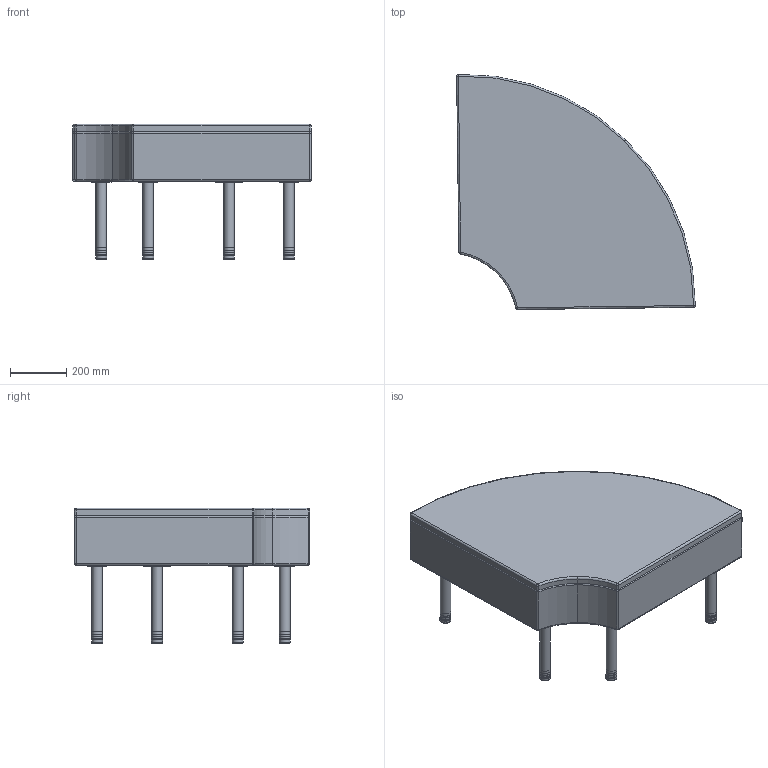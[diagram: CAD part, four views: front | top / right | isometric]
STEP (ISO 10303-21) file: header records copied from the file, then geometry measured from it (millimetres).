
FILE_DESCRIPTION(/* description */ (''),/* implementation_level */ '2;1');
FILE_NAME(/* name */ 'EXT90.stp',/* time_stamp */ '2018-04-27T10:28:40-04:00',/* author */ ('emehringer'),/* organization */ (''),/* preprocessor_version */ 'ST-DEVELOPER v16.13',/* originating_system */ 'Autodesk Inventor 2018',/* authorisation */ '');
FILE_SCHEMA (('AUTOMOTIVE_DESIGN { 1 0 10303 214 3 1 1 }'));
Length unit declared in the file: inch
Products named in the file (21): EXT90; FR ST EX90IC; EX90IC-01 CLIPPED; EX90IC-01; EX10N-1-02; EX90IC-03 CLIPPED; EX90IC-03; CLIP TRK; EX90IC-1-08; EX90IC-1-08_1; EX90IC-2-04; EX90IC-2-04_1; ROLLOVER T-NUT .25 (FOR .875); GBL 105; EX10C-09A; EX10C-09A_1; DOWEL 1-75; EXT90 SEAT; EXT90 TOP; EX10 LGFR-A; LEG CAP RD1.5
Assembly tree (80 placements, depth 4):
  EXT90
    FR ST EX90IC
      EX90IC-01 CLIPPED
        EX90IC-01
        CLIP TRK  x7
      EX10N-1-02  x2
      EX90IC-03 CLIPPED
        EX90IC-03
        CLIP TRK  x7
      EX90IC-1-08
        EX90IC-1-08_1
        DOWEL 1-75  x4
        ROLLOVER T-NUT .25 (FOR .875)  x14
      EX90IC-2-04
        EX90IC-2-04_1
        DOWEL 1-75  x4
        ROLLOVER T-NUT .25 (FOR .875)  x10
      GBL 105  x4
      EX10C-09A  x5
        EX10C-09A_1
        DOWEL 1-75
    EX10 LGFR-A  x5
    EXT90 SEAT
    LEG CAP RD1.5  x5
    EXT90 TOP
Bounding box: 850.88 x 837.93 x 483.82 mm (x, y, z)
Volume: 120092862 mm3; surface area: 4588243.9 mm2
Topology: 93 solids, 103 shells, 4087 faces, 9110 edges, 5311 vertices
Faces by surface type: cylinder 1418, plane 1178, torus 739, bspline 614, sphere 92, cone 46
Full cylindrical faces by diameter (mm): 4.762 x14, 6.198 x5, 6.35 x24, 6.528 x5, 7.671 x24, 7.925 x15, 7.938 x24, 8.731 x20, 9.906 x10, 11.112 x43, 11.989 x10, 27.94 x5, 31.75 x5, 34.087 x20, 34.798 x5, 38.1 x5, 39.37 x5
Entity records: 26273 total; most frequent: CARTESIAN_POINT 10489, DIRECTION 3150, ORIENTED_EDGE 2906, EDGE_CURVE 1455, AXIS2_PLACEMENT_3D 1349, EDGE_LOOP 919, VERTEX_POINT 868, FACE_OUTER_BOUND 726
